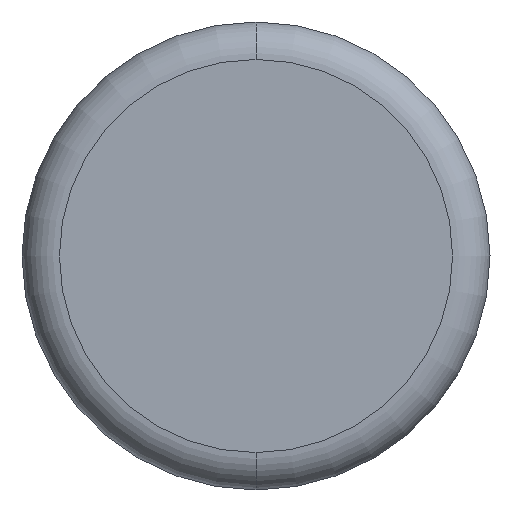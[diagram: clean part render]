
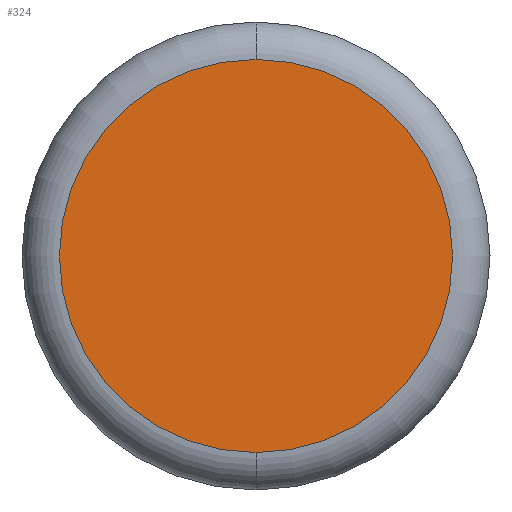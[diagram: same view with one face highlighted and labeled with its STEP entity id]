
A CAD part, front view. The second image highlights one B-rep face of the part: STEP entity #324.
In plain terms, the highlighted planar face has unit normal (0, -1, 0).
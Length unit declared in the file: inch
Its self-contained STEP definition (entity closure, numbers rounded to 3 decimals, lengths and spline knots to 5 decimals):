
#34 = CARTESIAN_POINT ( 'NONE',  ( 0., 0., 0.105 ) ) ;
#35 = FACE_OUTER_BOUND ( 'NONE', #160, .T. ) ;
#46 = DIRECTION ( 'NONE',  ( 0., -1., 0. ) ) ;
#63 = AXIS2_PLACEMENT_3D ( 'NONE', #116, #46, #245 ) ;
#86 = ORIENTED_EDGE ( 'NONE', *, *, #272, .T. ) ;
#89 = CIRCLE ( 'NONE', #155, 0.105 ) ;
#98 = EDGE_CURVE ( 'NONE', #218, #200, #89, .T. ) ;
#101 = CARTESIAN_POINT ( 'NONE',  ( 0., 0., 0. ) ) ;
#116 = CARTESIAN_POINT ( 'NONE',  ( 0., 0., 0. ) ) ;
#139 = DIRECTION ( 'NONE',  ( 0., -1., 0. ) ) ;
#146 = DIRECTION ( 'NONE',  ( 0., -1., 0. ) ) ;
#155 = AXIS2_PLACEMENT_3D ( 'NONE', #101, #146, #354 ) ;
#160 = EDGE_LOOP ( 'NONE', ( #86, #281 ) ) ;
#170 = DIRECTION ( 'NONE',  ( 0., 0., -1. ) ) ;
#191 = CIRCLE ( 'NONE', #63, 0.105 ) ;
#194 = CARTESIAN_POINT ( 'NONE',  ( 0., 0., -0.105 ) ) ;
#200 = VERTEX_POINT ( 'NONE', #194 ) ;
#201 = CARTESIAN_POINT ( 'NONE',  ( 0., 0., 0. ) ) ;
#218 = VERTEX_POINT ( 'NONE', #34 ) ;
#245 = DIRECTION ( 'NONE',  ( 0., 0., -1. ) ) ;
#258 = PLANE ( 'NONE',  #262 ) ;
#262 = AXIS2_PLACEMENT_3D ( 'NONE', #201, #139, #170 ) ;
#272 = EDGE_CURVE ( 'NONE', #200, #218, #191, .T. ) ;
#281 = ORIENTED_EDGE ( 'NONE', *, *, #98, .T. ) ;
#324 = ADVANCED_FACE ( 'NONE', ( #35 ), #258, .T. ) ;
#354 = DIRECTION ( 'NONE',  ( 0., 0., -1. ) ) ;
